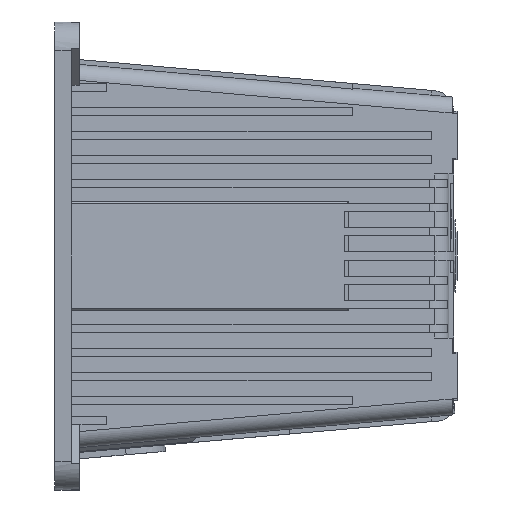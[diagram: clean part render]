
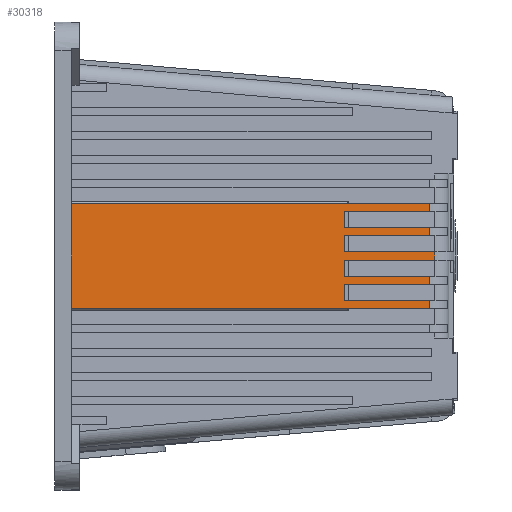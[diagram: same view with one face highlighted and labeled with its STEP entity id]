
A CAD part, left-side view. The second image highlights one B-rep face of the part: STEP entity #30318.
In plain terms, the highlighted planar face has unit normal (-0.996, -0.087, 0).
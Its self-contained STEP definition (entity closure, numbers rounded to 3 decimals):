
#1067=DIRECTION('',(0.087,-0.996,0.));
#1068=VECTOR('',#1067,56.454);
#1069=CARTESIAN_POINT('',(-222.704,-180.894,2.5));
#1070=LINE('',#1069,#1068);
#1071=DIRECTION('',(-0.087,0.996,0.));
#1072=VECTOR('',#1071,4.587);
#1073=CARTESIAN_POINT('',(-237.568,-11.,2.5));
#1074=LINE('',#1073,#1072);
#2884=DIRECTION('',(0.087,-0.996,0.));
#2885=VECTOR('',#2884,56.454);
#2886=CARTESIAN_POINT('',(-222.704,-180.894,-2.5));
#2887=LINE('',#2886,#2885);
#2914=DIRECTION('',(-0.087,0.996,0.));
#2915=VECTOR('',#2914,4.587);
#2916=CARTESIAN_POINT('',(-237.568,-11.,-2.5));
#2917=LINE('',#2916,#2915);
#4999=DIRECTION('',(0.,0.,1.));
#5000=VECTOR('',#4999,5.);
#5001=CARTESIAN_POINT('',(-237.568,-11.,27.5));
#5002=LINE('',#5001,#5000);
#5011=DIRECTION('',(0.,0.,1.));
#5012=VECTOR('',#5011,5.);
#5013=CARTESIAN_POINT('',(-237.568,-11.,-2.5));
#5014=LINE('',#5013,#5012);
#5023=DIRECTION('',(0.,0.,1.));
#5024=VECTOR('',#5023,5.);
#5025=CARTESIAN_POINT('',(-237.568,-11.,-32.5));
#5026=LINE('',#5025,#5024);
#10143=DIRECTION('',(0.087,-0.996,0.));
#10144=VECTOR('',#10143,223.636);
#10145=CARTESIAN_POINT('',(-237.568,-11.,-32.5));
#10146=LINE('',#10145,#10144);
#10187=DIRECTION('',(0.087,-0.996,0.));
#10188=VECTOR('',#10187,53.093);
#10189=CARTESIAN_POINT('',(-222.704,-180.894,-27.5));
#10190=LINE('',#10189,#10188);
#10191=DIRECTION('',(-0.087,0.996,0.));
#10192=VECTOR('',#10191,4.587);
#10193=CARTESIAN_POINT('',(-237.568,-11.,-27.5));
#10194=LINE('',#10193,#10192);
#10195=DIRECTION('',(0.,0.,1.));
#10196=VECTOR('',#10195,5.);
#10197=CARTESIAN_POINT('',(-218.077,-233.785,-32.5));
#10198=LINE('',#10197,#10196);
#10199=DIRECTION('',(0.,0.,1.));
#10200=VECTOR('',#10199,25.);
#10201=CARTESIAN_POINT('',(-237.968,-6.43,2.5));
#10202=LINE('',#10201,#10200);
#10203=DIRECTION('',(0.,0.,1.));
#10204=VECTOR('',#10203,10.);
#10205=CARTESIAN_POINT('',(-222.704,-180.894,17.5));
#10206=LINE('',#10205,#10204);
#10207=DIRECTION('',(0.,0.,1.));
#10208=VECTOR('',#10207,10.);
#10209=CARTESIAN_POINT('',(-222.704,-180.894,2.5));
#10210=LINE('',#10209,#10208);
#10211=DIRECTION('',(0.,0.,1.));
#10212=VECTOR('',#10211,10.);
#10213=CARTESIAN_POINT('',(-222.704,-180.894,-12.5));
#10214=LINE('',#10213,#10212);
#10215=DIRECTION('',(0.,0.,1.));
#10216=VECTOR('',#10215,10.);
#10217=CARTESIAN_POINT('',(-222.704,-180.894,-27.5));
#10218=LINE('',#10217,#10216);
#10219=DIRECTION('',(0.,0.,1.));
#10220=VECTOR('',#10219,25.);
#10221=CARTESIAN_POINT('',(-237.968,-6.43,-27.5));
#10222=LINE('',#10221,#10220);
#10227=DIRECTION('',(0.087,-0.996,0.));
#10228=VECTOR('',#10227,53.093);
#10229=CARTESIAN_POINT('',(-222.704,-180.894,27.5));
#10230=LINE('',#10229,#10228);
#10245=DIRECTION('',(-0.087,0.996,0.));
#10246=VECTOR('',#10245,4.587);
#10247=CARTESIAN_POINT('',(-237.568,-11.,27.5));
#10248=LINE('',#10247,#10246);
#10249=DIRECTION('',(0.,0.,1.));
#10250=VECTOR('',#10249,5.);
#10251=CARTESIAN_POINT('',(-218.077,-233.785,27.5));
#10252=LINE('',#10251,#10250);
#10271=DIRECTION('',(0.087,-0.996,0.));
#10272=VECTOR('',#10271,223.636);
#10273=CARTESIAN_POINT('',(-237.568,-11.,32.5));
#10274=LINE('',#10273,#10272);
#10297=DIRECTION('',(0.087,-0.996,0.));
#10298=VECTOR('',#10297,53.093);
#10299=CARTESIAN_POINT('',(-222.704,-180.894,17.5));
#10300=LINE('',#10299,#10298);
#10301=DIRECTION('',(0.,0.,1.));
#10302=VECTOR('',#10301,5.);
#10303=CARTESIAN_POINT('',(-218.077,-233.785,12.5));
#10304=LINE('',#10303,#10302);
#10309=DIRECTION('',(0.087,-0.996,0.));
#10310=VECTOR('',#10309,53.093);
#10311=CARTESIAN_POINT('',(-222.704,-180.894,12.5));
#10312=LINE('',#10311,#10310);
#10323=DIRECTION('',(0.,0.,1.));
#10324=VECTOR('',#10323,5.);
#10325=CARTESIAN_POINT('',(-217.784,-237.133,-2.5));
#10326=LINE('',#10325,#10324);
#10353=DIRECTION('',(0.087,-0.996,0.));
#10354=VECTOR('',#10353,53.093);
#10355=CARTESIAN_POINT('',(-222.704,-180.894,-12.5));
#10356=LINE('',#10355,#10354);
#10357=DIRECTION('',(0.,0.,1.));
#10358=VECTOR('',#10357,5.);
#10359=CARTESIAN_POINT('',(-218.077,-233.785,-17.5));
#10360=LINE('',#10359,#10358);
#10365=DIRECTION('',(0.087,-0.996,0.));
#10366=VECTOR('',#10365,53.093);
#10367=CARTESIAN_POINT('',(-222.704,-180.894,-17.5));
#10368=LINE('',#10367,#10366);
#13997=CARTESIAN_POINT('',(-218.077,-233.785,27.5));
#13998=CARTESIAN_POINT('',(-218.077,-233.785,32.5));
#13999=VERTEX_POINT('',#13997);
#14000=VERTEX_POINT('',#13998);
#14001=CARTESIAN_POINT('',(-237.568,-11.,32.5));
#14002=VERTEX_POINT('',#14001);
#14011=CARTESIAN_POINT('',(-218.077,-233.785,12.5));
#14012=CARTESIAN_POINT('',(-218.077,-233.785,17.5));
#14013=VERTEX_POINT('',#14011);
#14014=VERTEX_POINT('',#14012);
#14043=CARTESIAN_POINT('',(-218.077,-233.785,-32.5));
#14044=CARTESIAN_POINT('',(-218.077,-233.785,-27.5));
#14045=VERTEX_POINT('',#14043);
#14046=VERTEX_POINT('',#14044);
#14055=CARTESIAN_POINT('',(-237.568,-11.,-32.5));
#14056=VERTEX_POINT('',#14055);
#14057=CARTESIAN_POINT('',(-218.077,-233.785,-17.5));
#14058=CARTESIAN_POINT('',(-218.077,-233.785,-12.5));
#14059=VERTEX_POINT('',#14057);
#14060=VERTEX_POINT('',#14058);
#15195=CARTESIAN_POINT('',(-217.784,-237.133,-2.5));
#15197=VERTEX_POINT('',#15195);
#15201=CARTESIAN_POINT('',(-217.784,-237.133,2.5));
#15203=VERTEX_POINT('',#15201);
#16428=CARTESIAN_POINT('',(-222.704,-180.894,27.5));
#16429=VERTEX_POINT('',#16428);
#16430=CARTESIAN_POINT('',(-222.704,-180.894,2.5));
#16431=VERTEX_POINT('',#16430);
#16432=CARTESIAN_POINT('',(-222.704,-180.894,-2.5));
#16433=VERTEX_POINT('',#16432);
#16434=CARTESIAN_POINT('',(-222.704,-180.894,-27.5));
#16435=VERTEX_POINT('',#16434);
#16440=CARTESIAN_POINT('',(-222.704,-180.894,12.5));
#16441=VERTEX_POINT('',#16440);
#16442=CARTESIAN_POINT('',(-222.704,-180.894,17.5));
#16443=VERTEX_POINT('',#16442);
#16444=CARTESIAN_POINT('',(-222.704,-180.894,-17.5));
#16445=VERTEX_POINT('',#16444);
#16446=CARTESIAN_POINT('',(-222.704,-180.894,-12.5));
#16447=VERTEX_POINT('',#16446);
#16448=CARTESIAN_POINT('',(-237.968,-6.43,27.5));
#16449=VERTEX_POINT('',#16448);
#16450=CARTESIAN_POINT('',(-237.968,-6.43,2.5));
#16451=VERTEX_POINT('',#16450);
#16452=CARTESIAN_POINT('',(-237.968,-6.43,-2.5));
#16453=VERTEX_POINT('',#16452);
#16454=CARTESIAN_POINT('',(-237.968,-6.43,-27.5));
#16455=VERTEX_POINT('',#16454);
#16456=CARTESIAN_POINT('',(-237.568,-11.,27.5));
#16457=VERTEX_POINT('',#16456);
#16458=CARTESIAN_POINT('',(-237.568,-11.,2.5));
#16459=VERTEX_POINT('',#16458);
#16460=CARTESIAN_POINT('',(-237.568,-11.,-2.5));
#16461=VERTEX_POINT('',#16460);
#16462=CARTESIAN_POINT('',(-237.568,-11.,-27.5));
#16463=VERTEX_POINT('',#16462);
#30272=CARTESIAN_POINT('',(-237.968,-6.43,27.5));
#30273=DIRECTION('',(-0.996,-0.087,0.));
#30274=DIRECTION('',(0.087,-0.996,0.));
#30275=AXIS2_PLACEMENT_3D('',#30272,#30273,#30274);
#30276=PLANE('',#30275);
#30277=ORIENTED_EDGE('',*,*,#24084,.T.);
#30279=ORIENTED_EDGE('',*,*,#30278,.F.);
#30280=ORIENTED_EDGE('',*,*,#23468,.T.);
#30282=ORIENTED_EDGE('',*,*,#30281,.T.);
#30284=ORIENTED_EDGE('',*,*,#30283,.F.);
#30286=ORIENTED_EDGE('',*,*,#30285,.F.);
#30287=ORIENTED_EDGE('',*,*,#30211,.F.);
#30289=ORIENTED_EDGE('',*,*,#30288,.T.);
#30291=ORIENTED_EDGE('',*,*,#30290,.F.);
#30293=ORIENTED_EDGE('',*,*,#30292,.F.);
#30294=ORIENTED_EDGE('',*,*,#30196,.F.);
#30295=ORIENTED_EDGE('',*,*,#18559,.T.);
#30297=ORIENTED_EDGE('',*,*,#30296,.F.);
#30298=ORIENTED_EDGE('',*,*,#20920,.F.);
#30299=ORIENTED_EDGE('',*,*,#30183,.F.);
#30301=ORIENTED_EDGE('',*,*,#30300,.T.);
#30303=ORIENTED_EDGE('',*,*,#30302,.F.);
#30305=ORIENTED_EDGE('',*,*,#30304,.F.);
#30306=ORIENTED_EDGE('',*,*,#30168,.F.);
#30307=ORIENTED_EDGE('',*,*,#30241,.T.);
#30308=ORIENTED_EDGE('',*,*,#30266,.F.);
#30309=ORIENTED_EDGE('',*,*,#30125,.F.);
#30310=ORIENTED_EDGE('',*,*,#23482,.T.);
#30311=ORIENTED_EDGE('',*,*,#30252,.T.);
#30312=ORIENTED_EDGE('',*,*,#24098,.T.);
#30313=ORIENTED_EDGE('',*,*,#20949,.F.);
#30314=ORIENTED_EDGE('',*,*,#23475,.T.);
#30315=ORIENTED_EDGE('',*,*,#18571,.T.);
#30316=EDGE_LOOP('',(#30277,#30279,#30280,#30282,#30284,#30286,#30287,#30289,
#30291,#30293,#30294,#30295,#30297,#30298,#30299,#30301,#30303,#30305,#30306,
#30307,#30308,#30309,#30310,#30311,#30312,#30313,#30314,#30315));
#30317=FACE_OUTER_BOUND('',#30316,.F.);
#30318=ADVANCED_FACE('',(#30317),#30276,.T.);
#18559=EDGE_CURVE('',#16431,#15203,#1070,.T.);
#18571=EDGE_CURVE('',#16459,#16451,#1074,.T.);
#20920=EDGE_CURVE('',#16433,#15197,#2887,.T.);
#20949=EDGE_CURVE('',#16461,#16453,#2917,.T.);
#23468=EDGE_CURVE('',#16457,#14002,#5002,.T.);
#23475=EDGE_CURVE('',#16461,#16459,#5014,.T.);
#23482=EDGE_CURVE('',#14056,#16463,#5026,.T.);
#24084=EDGE_CURVE('',#16451,#16449,#10202,.T.);
#24098=EDGE_CURVE('',#16455,#16453,#10222,.T.);
#30125=EDGE_CURVE('',#14056,#14045,#10146,.T.);
#30168=EDGE_CURVE('',#16435,#16445,#10218,.T.);
#30183=EDGE_CURVE('',#16447,#16433,#10214,.T.);
#30196=EDGE_CURVE('',#16431,#16441,#10210,.T.);
#30211=EDGE_CURVE('',#16443,#16429,#10206,.T.);
#30241=EDGE_CURVE('',#16435,#14046,#10190,.T.);
#30252=EDGE_CURVE('',#16463,#16455,#10194,.T.);
#30266=EDGE_CURVE('',#14045,#14046,#10198,.T.);
#30278=EDGE_CURVE('',#16457,#16449,#10248,.T.);
#30281=EDGE_CURVE('',#14002,#14000,#10274,.T.);
#30283=EDGE_CURVE('',#13999,#14000,#10252,.T.);
#30285=EDGE_CURVE('',#16429,#13999,#10230,.T.);
#30288=EDGE_CURVE('',#16443,#14014,#10300,.T.);
#30290=EDGE_CURVE('',#14013,#14014,#10304,.T.);
#30292=EDGE_CURVE('',#16441,#14013,#10312,.T.);
#30296=EDGE_CURVE('',#15197,#15203,#10326,.T.);
#30300=EDGE_CURVE('',#16447,#14060,#10356,.T.);
#30302=EDGE_CURVE('',#14059,#14060,#10360,.T.);
#30304=EDGE_CURVE('',#16445,#14059,#10368,.T.);
